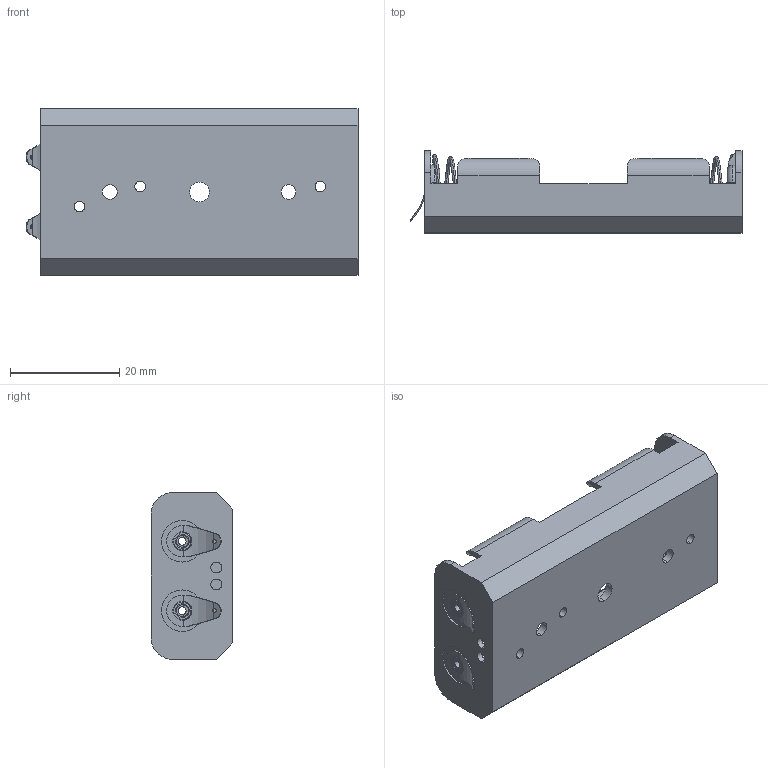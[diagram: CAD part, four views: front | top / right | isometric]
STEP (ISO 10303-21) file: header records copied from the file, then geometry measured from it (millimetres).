
FILE_DESCRIPTION (( 'STEP AP214' ), '1' );
FILE_NAME ('BC2AAL.STEP', '2024-06-04T23:44:39', ( '' ), ( '' ), 'SwSTEP 2.0', 'SolidWorks 2021', '' );
FILE_SCHEMA (( 'AUTOMOTIVE_DESIGN' ));
Length unit declared in the file: millimetre
Products named in the file (1): BC2AAL
Bounding box: 60.73 x 15 x 30.5 mm (x, y, z)
Volume: 4510.2 mm3; surface area: 8537.9 mm2
Topology: 6 solids, 6 shells, 354 faces, 897 edges, 584 vertices
Faces by surface type: plane 166, cylinder 132, torus 44, bspline 12
Entity records: 14652 total; most frequent: CARTESIAN_POINT 5828, DIRECTION 1859, ORIENTED_EDGE 1794, EDGE_CURVE 897, AXIS2_PLACEMENT_3D 691, VERTEX_POINT 584, VECTOR 477, LINE 477
